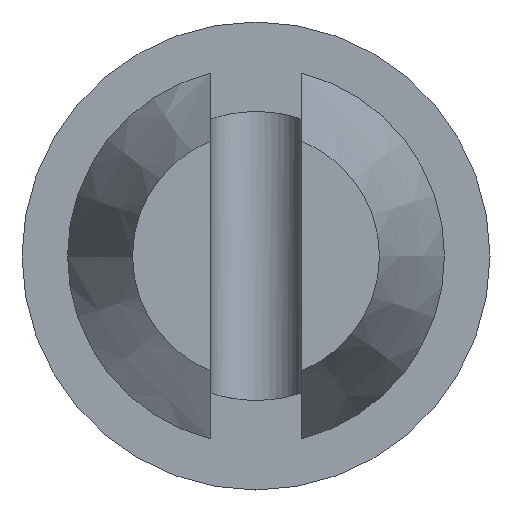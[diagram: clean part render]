
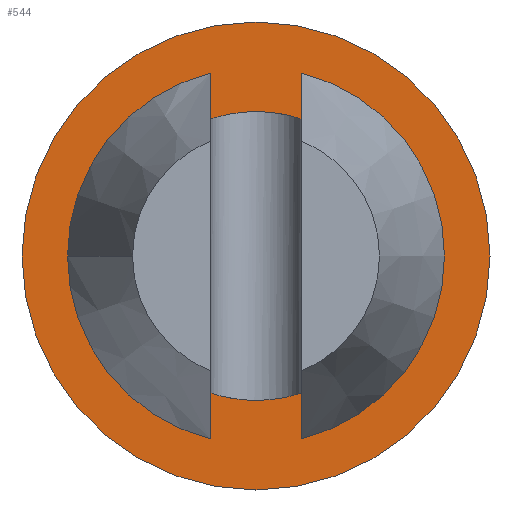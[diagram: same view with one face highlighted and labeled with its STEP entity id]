
A CAD part, front view. The second image highlights one B-rep face of the part: STEP entity #544.
In plain terms, the highlighted planar face has unit normal (0, -1, 0).
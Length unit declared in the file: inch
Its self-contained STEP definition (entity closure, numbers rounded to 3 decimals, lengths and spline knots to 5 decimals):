
#34 = DIRECTION ( 'NONE',  ( 1., 0., 0. ) ) ;
#35 = AXIS2_PLACEMENT_3D ( 'NONE', #43, #45, #34 ) ;
#36 = CIRCLE ( 'NONE', #35, 0.0555 ) ;
#43 = CARTESIAN_POINT ( 'NONE',  ( 0., 0.14, 0. ) ) ;
#45 = DIRECTION ( 'NONE',  ( 0., -1., 0. ) ) ;
#71 = FACE_BOUND ( 'NONE', #545, .T. ) ;
#72 = FACE_OUTER_BOUND ( 'NONE', #526, .T. ) ;
#73 = AXIS2_PLACEMENT_3D ( 'NONE', #82, #81, #80 ) ;
#74 = PLANE ( 'NONE',  #73 ) ;
#75 = DIRECTION ( 'NONE',  ( 1., 0., 0. ) ) ;
#76 = DIRECTION ( 'NONE',  ( 0., -1., 0. ) ) ;
#77 = CARTESIAN_POINT ( 'NONE',  ( 0., 0.14, 0. ) ) ;
#78 = AXIS2_PLACEMENT_3D ( 'NONE', #77, #76, #75 ) ;
#79 = CIRCLE ( 'NONE', #78, 0.09 ) ;
#80 = DIRECTION ( 'NONE',  ( 1., 0., 0. ) ) ;
#81 = DIRECTION ( 'NONE',  ( 0., -1., 0. ) ) ;
#82 = CARTESIAN_POINT ( 'NONE',  ( 0.0555, 0.14, 0. ) ) ;
#171 = DIRECTION ( 'NONE',  ( 1., 0., 0. ) ) ;
#172 = DIRECTION ( 'NONE',  ( 0., -1., 0. ) ) ;
#175 = AXIS2_PLACEMENT_3D ( 'NONE', #179, #172, #171 ) ;
#178 = CIRCLE ( 'NONE', #175, 0.0555 ) ;
#179 = CARTESIAN_POINT ( 'NONE',  ( 0., 0.14, 0. ) ) ;
#202 = CARTESIAN_POINT ( 'NONE',  ( 0.0555, 0.14, 0. ) ) ;
#225 = CARTESIAN_POINT ( 'NONE',  ( 0.09, 0.14, 0. ) ) ;
#229 = CARTESIAN_POINT ( 'NONE',  ( -0.09, 0.14, 0. ) ) ;
#312 = EDGE_CURVE ( 'NONE', #331, #343, #774, .T. ) ;
#313 = VERTEX_POINT ( 'NONE', #783 ) ;
#319 = EDGE_CURVE ( 'NONE', #324, #313, #178, .T. ) ;
#324 = VERTEX_POINT ( 'NONE', #202 ) ;
#331 = VERTEX_POINT ( 'NONE', #225 ) ;
#343 = VERTEX_POINT ( 'NONE', #229 ) ;
#477 = EDGE_CURVE ( 'NONE', #313, #324, #36, .T. ) ;
#526 = EDGE_LOOP ( 'NONE', ( #536, #550 ) ) ;
#536 = ORIENTED_EDGE ( 'NONE', *, *, #312, .T. ) ;
#544 = ADVANCED_FACE ( 'NONE', ( #72, #71 ), #74, .T. ) ;
#545 = EDGE_LOOP ( 'NONE', ( #597, #598 ) ) ;
#550 = ORIENTED_EDGE ( 'NONE', *, *, #551, .T. ) ;
#551 = EDGE_CURVE ( 'NONE', #343, #331, #79, .T. ) ;
#597 = ORIENTED_EDGE ( 'NONE', *, *, #319, .F. ) ;
#598 = ORIENTED_EDGE ( 'NONE', *, *, #477, .F. ) ;
#774 = CIRCLE ( 'NONE', #782, 0.09 ) ;
#778 = DIRECTION ( 'NONE',  ( 1., 0., 0. ) ) ;
#780 = DIRECTION ( 'NONE',  ( 0., -1., 0. ) ) ;
#781 = CARTESIAN_POINT ( 'NONE',  ( 0., 0.14, 0. ) ) ;
#782 = AXIS2_PLACEMENT_3D ( 'NONE', #781, #780, #778 ) ;
#783 = CARTESIAN_POINT ( 'NONE',  ( -0.0555, 0.14, 0. ) ) ;
